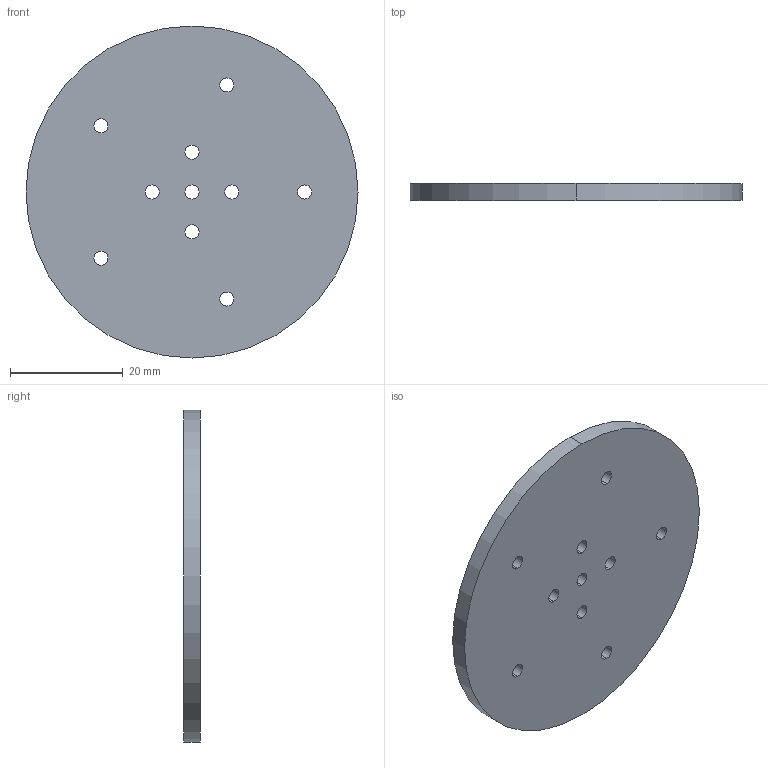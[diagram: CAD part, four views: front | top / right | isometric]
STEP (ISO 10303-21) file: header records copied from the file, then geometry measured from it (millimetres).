
FILE_DESCRIPTION (( 'STEP AP214' ), '1' );
FILE_NAME ('堁怢苤攫狟.step', '2025-04-15T06:14:54', ( '' ), ( '' ), 'SwSTEP 2.0', 'SolidWorks 2024', '' );
FILE_SCHEMA (( 'AUTOMOTIVE_DESIGN' ));
Length unit declared in the file: millimetre
Products named in the file (1): 云台小盘下
Bounding box: 59 x 3 x 59 mm (x, y, z)
Volume: 8054.6 mm3; surface area: 6160.3 mm2
Topology: 1 solids, 1 shells, 44 faces, 106 edges, 64 vertices
Faces by surface type: cylinder 22, cone 20, plane 2
Entity records: 1357 total; most frequent: DIRECTION 260, CARTESIAN_POINT 215, ORIENTED_EDGE 212, AXIS2_PLACEMENT_3D 109, EDGE_CURVE 106, VERTEX_POINT 64, CIRCLE 64, EDGE_LOOP 64
